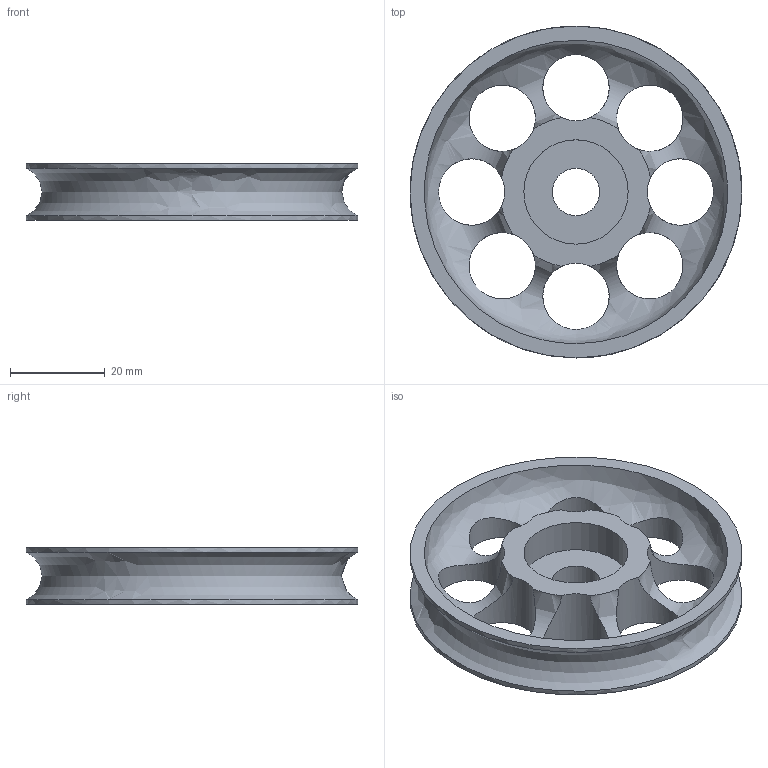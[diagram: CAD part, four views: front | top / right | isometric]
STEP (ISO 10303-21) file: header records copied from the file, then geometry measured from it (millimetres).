
FILE_DESCRIPTION(('Open CASCADE Model'),'2;1');
FILE_NAME('Open CASCADE Shape Model','2022-07-01T08:43:47',('Author'),( 'Open CASCADE'),'Open CASCADE STEP processor 7.5','Open CASCADE 7.5' ,'Unknown');
FILE_SCHEMA(('AUTOMOTIVE_DESIGN { 1 0 10303 214 1 1 1 1 }'));
Length unit declared in the file: millimetre
Products named in the file (1): Open CASCADE STEP translator 7.5 4
Bounding box: 70 x 70 x 12 mm (x, y, z)
Volume: 16334 mm3; surface area: 12077.2 mm2
Topology: 1 solids, 1 shells, 18 faces, 65 edges, 43 vertices
Faces by surface type: cylinder 12, plane 4, bspline 2
Full cylindrical faces by diameter (mm): 10 x1, 14 x8, 22 x1, 70 x2
Entity records: 12100 total; most frequent: CARTESIAN_POINT 11015, DIRECTION 140, ORIENTED_EDGE 130, PCURVE 130, DEFINITIONAL_REPRESENTATION 130, B_SPLINE_CURVE_WITH_KNOTS 89, EDGE_CURVE 65, LINE 58
